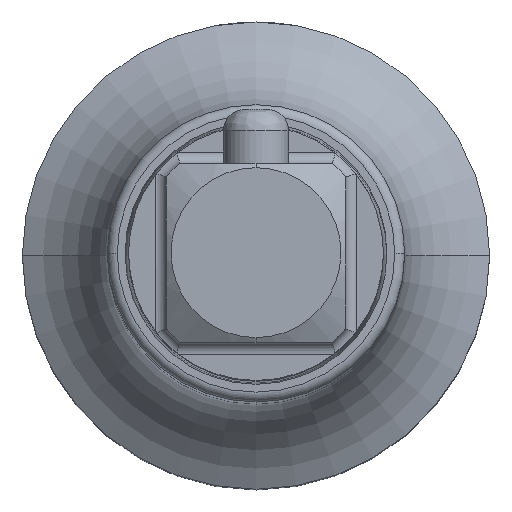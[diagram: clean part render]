
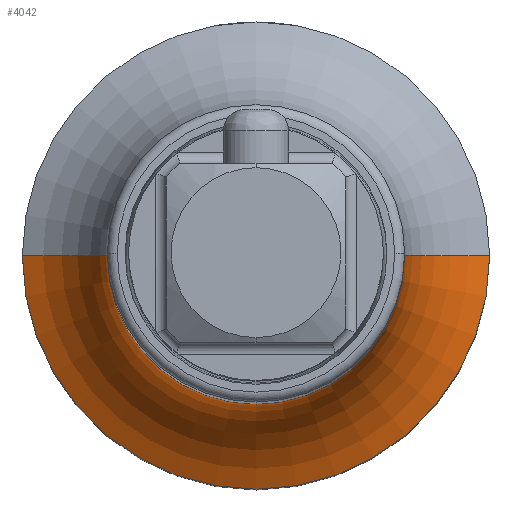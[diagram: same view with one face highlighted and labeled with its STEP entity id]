
A CAD part, top view. The second image highlights one B-rep face of the part: STEP entity #4042.
In plain terms, the highlighted toroidal (fillet/blend) face has major radius 20.5 mm and minor radius 10 mm.
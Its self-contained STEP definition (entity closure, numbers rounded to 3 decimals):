
#3608=CARTESIAN_POINT('',(0.,0.,30.7));
#3609=DIRECTION('',(0.,0.,1.));
#3610=DIRECTION('',(1.,0.,0.));
#3611=AXIS2_PLACEMENT_3D('',#3608,#3609,#3610);
#3616=CARTESIAN_POINT('',(20.5,0.,
39.865));
#3617=DIRECTION('',(0.,1.,0.));
#3618=DIRECTION('',(-0.4,0.,-0.917));
#3619=AXIS2_PLACEMENT_3D('',#3616,#3617,#3618);
#3624=CARTESIAN_POINT('',(-20.5,0.,
39.865));
#3625=DIRECTION('',(0.,-1.,0.));
#3626=DIRECTION('',(0.4,0.,-0.917));
#3627=AXIS2_PLACEMENT_3D('',#3624,#3625,#3626);
#3757=CARTESIAN_POINT('',(0.,0.,39.865));
#3758=DIRECTION('',(0.,0.,1.));
#3759=DIRECTION('',(1.,0.,0.));
#3760=AXIS2_PLACEMENT_3D('',#3757,#3758,#3759);
#3772=CARTESIAN_POINT('',(-16.5,0.,30.7));
#3773=CARTESIAN_POINT('',(16.5,0.,30.7));
#3774=VERTEX_POINT('',#3772);
#3775=VERTEX_POINT('',#3773);
#3776=CARTESIAN_POINT('',(-10.5,0.,39.865));
#3777=CARTESIAN_POINT('',(10.5,0.,39.865));
#3778=VERTEX_POINT('',#3776);
#3779=VERTEX_POINT('',#3777);
#4028=CARTESIAN_POINT('',(0.,0.,39.865));
#4029=DIRECTION('',(0.,0.,1.));
#4030=DIRECTION('',(1.,0.,0.));
#4031=AXIS2_PLACEMENT_3D('',#4028,#4029,#4030);
#4032=TOROIDAL_SURFACE('',#4031,20.5,10.);
#4033=ORIENTED_EDGE('',*,*,#4022,.F.);
#4035=ORIENTED_EDGE('',*,*,#4034,.T.);
#4037=ORIENTED_EDGE('',*,*,#4036,.T.);
#4039=ORIENTED_EDGE('',*,*,#4038,.F.);
#4040=EDGE_LOOP('',(#4033,#4035,#4037,#4039));
#4041=FACE_OUTER_BOUND('',#4040,.F.);
#4042=ADVANCED_FACE('',(#4041),#4032,.F.);
#3612=CIRCLE('',#3611,16.5);
#3620=CIRCLE('',#3619,10.);
#3628=CIRCLE('',#3627,10.);
#3761=CIRCLE('',#3760,10.5);
#4022=EDGE_CURVE('',#3775,#3774,#3612,.T.);
#4034=EDGE_CURVE('',#3775,#3779,#3620,.T.);
#4036=EDGE_CURVE('',#3779,#3778,#3761,.T.);
#4038=EDGE_CURVE('',#3774,#3778,#3628,.T.);
